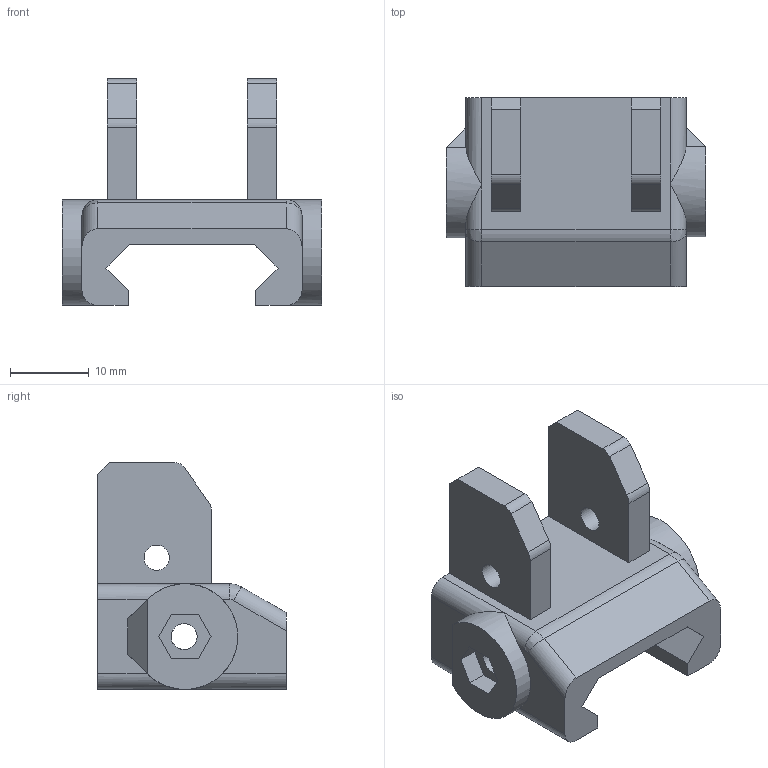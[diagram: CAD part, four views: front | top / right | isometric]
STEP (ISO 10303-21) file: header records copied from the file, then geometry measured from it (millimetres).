
FILE_DESCRIPTION(/* description */ (''),/* implementation_level */ '2;1');
FILE_NAME(/* name */ '28_Rear_Sight_Post.step',/* time_stamp */ '2023-08-25T22:12:44+01:00',/* author */ (''),/* organization */ (''),/* preprocessor_version */ 'ST-DEVELOPER v20',/* originating_system */ 'Autodesk Translation Framework v12.9.0.99',/* authorisation */ '');
FILE_SCHEMA (('AUTOMOTIVE_DESIGN { 1 0 10303 214 3 1 1 }'));
Length unit declared in the file: millimetre
Products named in the file (1): 28. Rear Sight Post
Bounding box: 32.98 x 24 x 28.83 mm (x, y, z)
Volume: 7204.2 mm3; surface area: 4212.3 mm2
Topology: 1 solids, 1 shells, 69 faces, 189 edges, 122 vertices
Faces by surface type: plane 46, cylinder 21, bspline 2
Full cylindrical faces by diameter (mm): 3.2 x2, 3.3 x1, 5.6 x1
Entity records: 2279 total; most frequent: CARTESIAN_POINT 457, ORIENTED_EDGE 378, DIRECTION 361, EDGE_CURVE 189, LINE 137, VECTOR 137, VERTEX_POINT 122, AXIS2_PLACEMENT_3D 112
